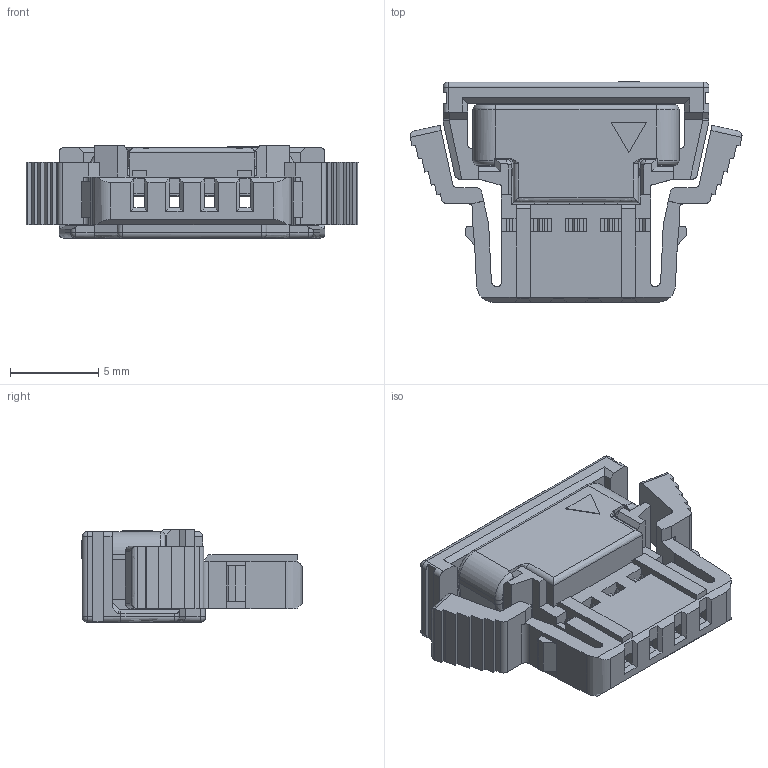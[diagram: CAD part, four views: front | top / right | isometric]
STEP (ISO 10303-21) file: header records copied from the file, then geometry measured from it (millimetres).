
FILE_DESCRIPTION( ('This file contains a STEP AP42 implementation' ,'as created by ZW3D STEP Interface translator.') ,'2;1' );
FILE_NAME( '3918-SXX-1C00GBXA1.stp' ,'23 9 5.1634 3', (''), ('ZWCAD Software Co.'), 'Version 1.0', 'ZW3D to STEP translator', '' );
FILE_SCHEMA(('AUTOMOTIVE_DESIGN { 1 0 10303 214 1 1 1 1 }'));
Length unit declared in the file: millimetre
Products named in the file (2): 0; 3918-S04-1C00GBXA1
Bounding box: 18.85 x 12.53 x 5.25 mm (x, y, z)
Volume: 457.2 mm3; surface area: 1319.1 mm2
Topology: 1 solids, 1 shells, 538 faces, 1523 edges, 960 vertices
Faces by surface type: plane 445, cylinder 46, bspline 37, sphere 8, cone 2
Entity records: 18464 total; most frequent: CARTESIAN_POINT 4111, ORIENTED_EDGE 3042, DIRECTION 2595, EDGE_CURVE 1521, VECTOR 1351, LINE 1351, VERTEX_POINT 960, AXIS2_PLACEMENT_3D 622
